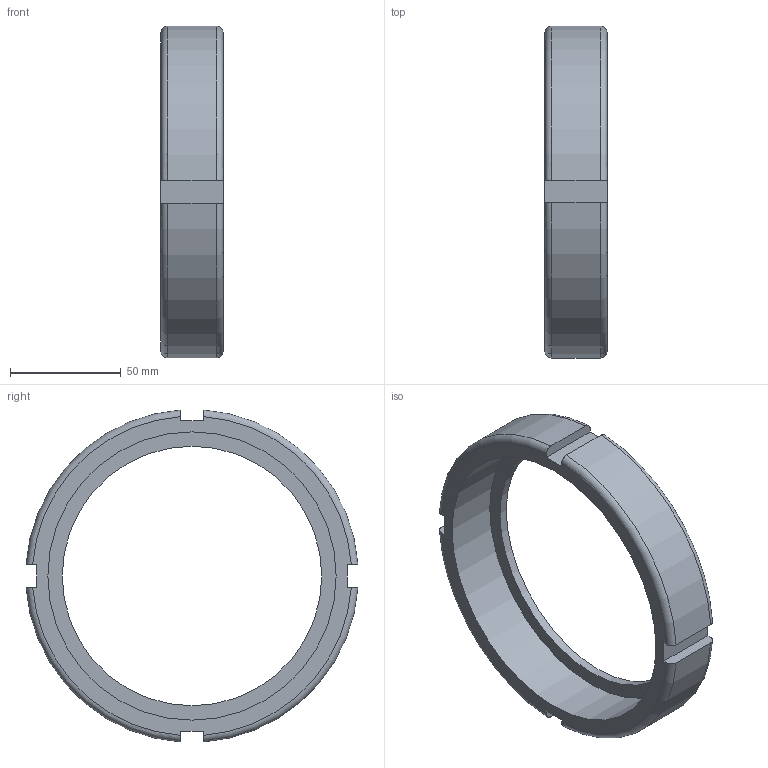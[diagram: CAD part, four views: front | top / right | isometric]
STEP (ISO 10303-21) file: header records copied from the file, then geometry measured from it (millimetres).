
FILE_DESCRIPTION((''),'2;1');
FILE_NAME('15952101X.stp','2010-08-10T15:06:37',('thilbrands'),(''),'Autodesk Inventor 2008','Autodesk Inventor 2008','');
FILE_SCHEMA(('AUTOMOTIVE_DESIGN { 1 0 10303 214 1 1 1 1 }'));
Length unit declared in the file: millimetre
Products named in the file (1): 159520251
Bounding box: 28 x 149.67 x 149.67 mm (x, y, z)
Volume: 126052.1 mm3; surface area: 37843.9 mm2
Topology: 1 solids, 1 shells, 29 faces, 78 edges, 52 vertices
Faces by surface type: plane 15, torus 8, cylinder 6
Full cylindrical faces by diameter (mm): 117 x1, 130 x1
Entity records: 1356 total; most frequent: CARTESIAN_POINT 614, ORIENTED_EDGE 152, DIRECTION 140, EDGE_CURVE 76, VERTEX_POINT 52, AXIS2_PLACEMENT_3D 50, VECTOR 40, LINE 40
